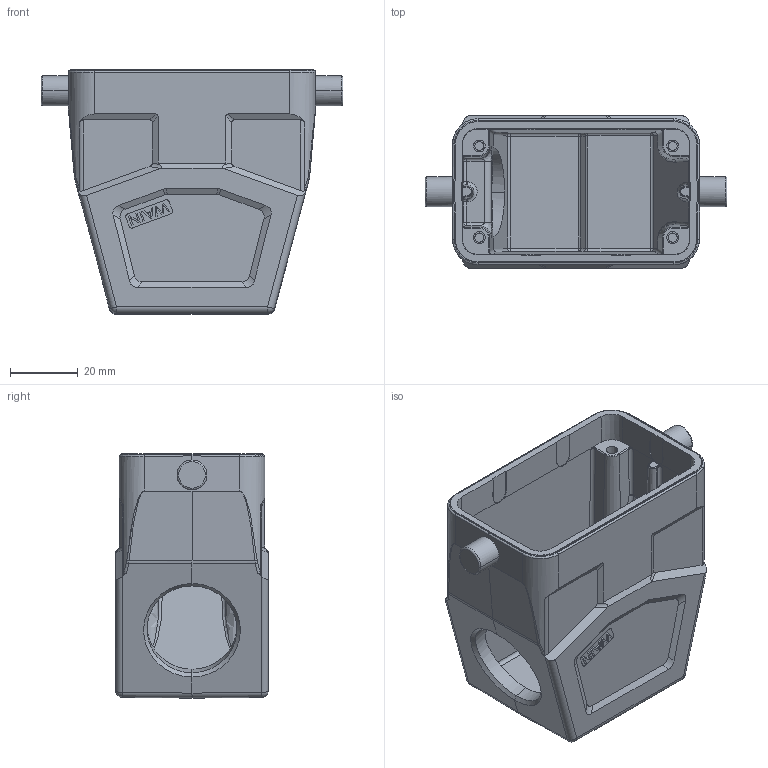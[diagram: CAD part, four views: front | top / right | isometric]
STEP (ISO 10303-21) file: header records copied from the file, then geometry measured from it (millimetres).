
FILE_DESCRIPTION((''),'2;1');
FILE_NAME('3D_1111105105003_W10B-SEH-2B-PG','2017-06-07T',('sh.ye'),(''),'PRO/ENGINEER BY PARAMETRIC TECHNOLOGY CORPORATION, 2010180','PRO/ENGINEER BY PARAMETRIC TECHNOLOGY CORPORATION, 2010180','');
FILE_SCHEMA(('AUTOMOTIVE_DESIGN { 1 0 10303 214 1 1 1 1 }'));
Length unit declared in the file: millimetre
Products named in the file (1): 3D_1111105105003_W10B-SEH-2B-PG
Bounding box: 89 x 45 x 72 mm (x, y, z)
Volume: 64383 mm3; surface area: 32336.7 mm2
Topology: 1 solids, 1 shells, 477 faces, 1241 edges, 767 vertices
Faces by surface type: plane 222, cylinder 144, bspline 37, extrusion 21, sphere 20, torus 17, cone 16
Entity records: 17650 total; most frequent: CARTESIAN_POINT 6401, ORIENTED_EDGE 2442, DIRECTION 2053, EDGE_CURVE 1221, VERTEX_POINT 767, VECTOR 747, LINE 726, AXIS2_PLACEMENT_3D 653
